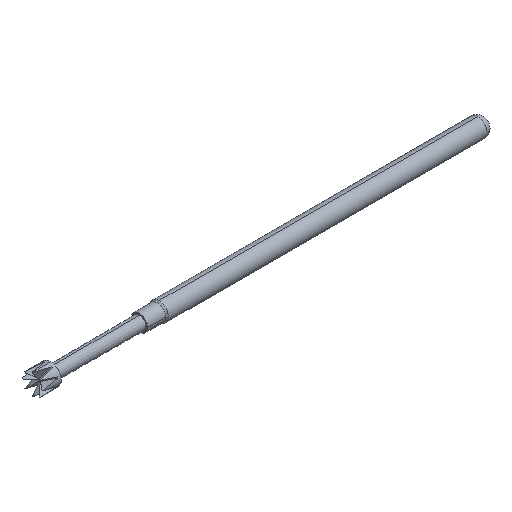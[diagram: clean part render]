
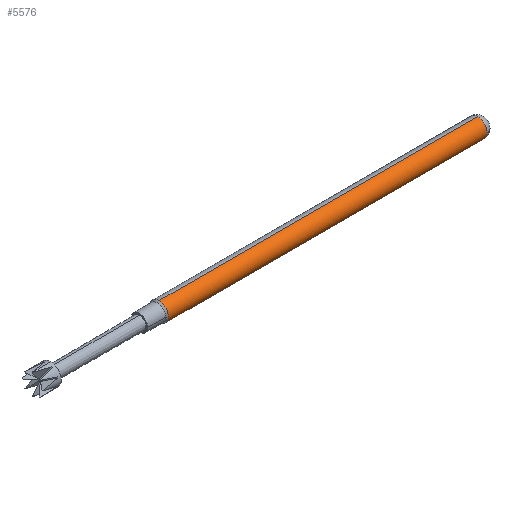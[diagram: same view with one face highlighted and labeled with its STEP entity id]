
A CAD part, isometric view. The second image highlights one B-rep face of the part: STEP entity #5576.
In plain terms, the highlighted cylindrical face has radius 0.683 mm (diameter 1.367 mm), a partial arc.
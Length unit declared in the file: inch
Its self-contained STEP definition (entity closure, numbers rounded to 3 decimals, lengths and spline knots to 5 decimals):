
#22 = VERTEX_POINT ( 'NONE', #4426 ) ;
#119 = ORIENTED_EDGE ( 'NONE', *, *, #1789, .T. ) ;
#206 = LINE ( 'NONE', #4645, #669 ) ;
#288 = VERTEX_POINT ( 'NONE', #1121 ) ;
#462 = AXIS2_PLACEMENT_3D ( 'NONE', #2805, #6329, #3861 ) ;
#506 = VERTEX_POINT ( 'NONE', #3216 ) ;
#669 = VECTOR ( 'NONE', #1794, 39.37008 ) ;
#701 = CARTESIAN_POINT ( 'NONE',  ( 0.05651, 0., 0. ) ) ;
#740 = CARTESIAN_POINT ( 'NONE',  ( 0.98024, 0., 0. ) ) ;
#1038 = CARTESIAN_POINT ( 'NONE',  ( 1., 0., 0.0269 ) ) ;
#1051 = DIRECTION ( 'NONE',  ( -1., 0., 0. ) ) ;
#1121 = CARTESIAN_POINT ( 'NONE',  ( 0.05651, 0., -0.0269 ) ) ;
#1235 = EDGE_CURVE ( 'NONE', #22, #5084, #2913, .T. ) ;
#1530 = LINE ( 'NONE', #1038, #3118 ) ;
#1789 = EDGE_CURVE ( 'NONE', #5429, #5198, #3329, .T. ) ;
#1794 = DIRECTION ( 'NONE',  ( -1., 0., 0. ) ) ;
#1924 = ORIENTED_EDGE ( 'NONE', *, *, #1235, .F. ) ;
#1998 = AXIS2_PLACEMENT_3D ( 'NONE', #701, #2231, #5113 ) ;
#2040 = ORIENTED_EDGE ( 'NONE', *, *, #5057, .T. ) ;
#2231 = DIRECTION ( 'NONE',  ( 1., 0., 0. ) ) ;
#2455 = EDGE_CURVE ( 'NONE', #5198, #288, #5866, .T. ) ;
#2805 = CARTESIAN_POINT ( 'NONE',  ( 0.98024, 0., 0. ) ) ;
#2866 = CYLINDRICAL_SURFACE ( 'NONE', #2908, 0.0269 ) ;
#2908 = AXIS2_PLACEMENT_3D ( 'NONE', #4019, #1051, #5930 ) ;
#2913 = CIRCLE ( 'NONE', #5758, 0.0269 ) ;
#3118 = VECTOR ( 'NONE', #4899, 39.37008 ) ;
#3216 = CARTESIAN_POINT ( 'NONE',  ( 0.98024, 0., -0.0269 ) ) ;
#3287 = FACE_OUTER_BOUND ( 'NONE', #4754, .T. ) ;
#3329 = CIRCLE ( 'NONE', #4939, 0.0269 ) ;
#3805 = DIRECTION ( 'NONE',  ( 0., 1., 0. ) ) ;
#3844 = CARTESIAN_POINT ( 'NONE',  ( 0.05651, 0., 0. ) ) ;
#3861 = DIRECTION ( 'NONE',  ( 0., 1., 0. ) ) ;
#4019 = CARTESIAN_POINT ( 'NONE',  ( 1., 0., 0. ) ) ;
#4324 = CARTESIAN_POINT ( 'NONE',  ( 0.05651, 0., 0.0269 ) ) ;
#4343 = DIRECTION ( 'NONE',  ( 1., 0., 0. ) ) ;
#4379 = ORIENTED_EDGE ( 'NONE', *, *, #2455, .T. ) ;
#4426 = CARTESIAN_POINT ( 'NONE',  ( 0.98024, 0., 0.0269 ) ) ;
#4435 = CARTESIAN_POINT ( 'NONE',  ( 0.98024, -0.0269, 0. ) ) ;
#4645 = CARTESIAN_POINT ( 'NONE',  ( 1., 0., -0.0269 ) ) ;
#4754 = EDGE_LOOP ( 'NONE', ( #6245, #5751, #1924, #2040, #119, #4379 ) ) ;
#4899 = DIRECTION ( 'NONE',  ( -1., 0., 0. ) ) ;
#4939 = AXIS2_PLACEMENT_3D ( 'NONE', #3844, #4343, #3805 ) ;
#5029 = DIRECTION ( 'NONE',  ( 0., 1., 0. ) ) ;
#5057 = EDGE_CURVE ( 'NONE', #22, #5429, #1530, .T. ) ;
#5065 = CARTESIAN_POINT ( 'NONE',  ( 0.05651, -0.0269, 0. ) ) ;
#5066 = DIRECTION ( 'NONE',  ( 1., 0., 0. ) ) ;
#5084 = VERTEX_POINT ( 'NONE', #4435 ) ;
#5113 = DIRECTION ( 'NONE',  ( 0., 1., 0. ) ) ;
#5198 = VERTEX_POINT ( 'NONE', #5065 ) ;
#5211 = EDGE_CURVE ( 'NONE', #506, #288, #206, .T. ) ;
#5238 = CIRCLE ( 'NONE', #462, 0.0269 ) ;
#5429 = VERTEX_POINT ( 'NONE', #4324 ) ;
#5492 = EDGE_CURVE ( 'NONE', #5084, #506, #5238, .T. ) ;
#5576 = ADVANCED_FACE ( 'NONE', ( #3287 ), #2866, .T. ) ;
#5751 = ORIENTED_EDGE ( 'NONE', *, *, #5492, .F. ) ;
#5758 = AXIS2_PLACEMENT_3D ( 'NONE', #740, #5066, #5029 ) ;
#5866 = CIRCLE ( 'NONE', #1998, 0.0269 ) ;
#5930 = DIRECTION ( 'NONE',  ( 0., 0., 1. ) ) ;
#6245 = ORIENTED_EDGE ( 'NONE', *, *, #5211, .F. ) ;
#6329 = DIRECTION ( 'NONE',  ( 1., 0., 0. ) ) ;
